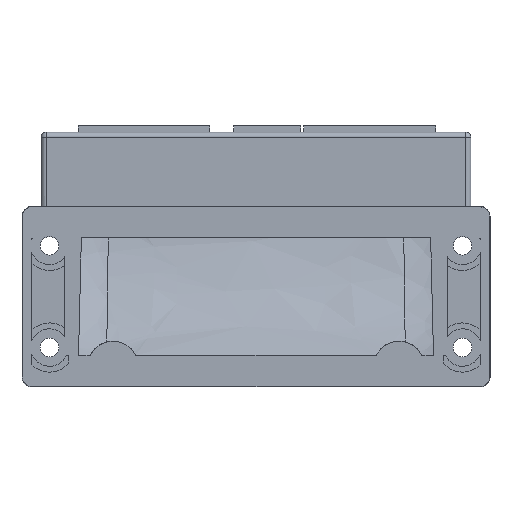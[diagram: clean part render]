
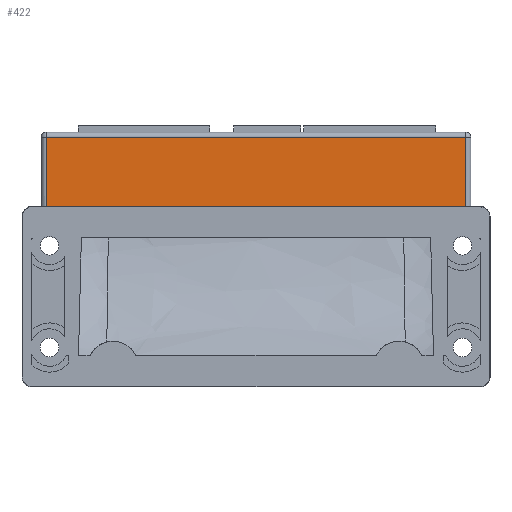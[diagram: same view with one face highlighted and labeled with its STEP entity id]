
A CAD part, front view. The second image highlights one B-rep face of the part: STEP entity #422.
In plain terms, the highlighted planar face has unit normal (0, -1, 0).
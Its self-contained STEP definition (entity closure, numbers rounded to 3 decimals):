
#422=ADVANCED_FACE('NONE',(#1640),#1641,.F.);
#1640=FACE_OUTER_BOUND('',#8035,.T.);
#1641=PLANE('',#8036);
#8035=EDGE_LOOP('',(#13816,#13817,#13818,#13819,#13820));
#8036=AXIS2_PLACEMENT_3D('',#13821,#13822,#13823);
#13816=ORIENTED_EDGE('',*,*,#19572,.F.);
#13817=ORIENTED_EDGE('',*,*,#19302,.T.);
#13818=ORIENTED_EDGE('',*,*,#19512,.T.);
#13819=ORIENTED_EDGE('',*,*,#19306,.T.);
#13820=ORIENTED_EDGE('',*,*,#19573,.F.);
#13821=CARTESIAN_POINT('',(0.0,3.0,0.0));
#13822=DIRECTION('',(0.0,1.0,0.0));
#13823=DIRECTION('',(1.0,0.0,-0.0));
#19302=EDGE_CURVE('NONE',#21893,#21886,#21896,.T.);
#19306=EDGE_CURVE('NONE',#21898,#21902,#21904,.T.);
#19512=EDGE_CURVE('NONE',#21886,#21898,#22278,.T.);
#19572=EDGE_CURVE('NONE',#21893,#22378,#22379,.T.);
#19573=EDGE_CURVE('NONE',#22378,#21902,#22380,.T.);
#21886=VERTEX_POINT('NONE',#27606);
#21893=VERTEX_POINT('NONE',#27613);
#21896=LINE('',#27627,#27628);
#21898=VERTEX_POINT('NONE',#27630);
#21902=VERTEX_POINT('NONE',#27635);
#21904=LINE('',#27647,#27648);
#22278=LINE('',#28238,#28239);
#22378=VERTEX_POINT('NONE',#28433);
#22379=LINE('',#28434,#28435);
#22380=LINE('',#28436,#28437);
#27606=CARTESIAN_POINT('',(66.041,3.0,-1.6));
#27613=CARTESIAN_POINT('',(66.041,3.0,-23.4));
#27627=CARTESIAN_POINT('',(66.041,3.0,0.0));
#27628=VECTOR('',#35127,1000.0);
#27630=CARTESIAN_POINT('',(-66.041,3.0,-1.6));
#27635=CARTESIAN_POINT('',(-66.041,3.0,-23.4));
#27647=CARTESIAN_POINT('',(-66.041,3.0,0.0));
#27648=VECTOR('',#35132,1000.0);
#28238=CARTESIAN_POINT('',(0.0,3.0,-1.6));
#28239=VECTOR('',#35533,1000.0);
#28433=CARTESIAN_POINT('',(0.,3.0,-23.4));
#28434=CARTESIAN_POINT('',(0.0,3.0,-23.4));
#28435=VECTOR('',#35598,1000.0);
#28436=CARTESIAN_POINT('',(0.0,3.0,-23.4));
#28437=VECTOR('',#35599,1000.0);
#35127=DIRECTION('',(0.0,-0.0,1.0));
#35132=DIRECTION('',(0.0,0.0,-1.0));
#35533=DIRECTION('',(-1.0,0.0,-0.0));
#35598=DIRECTION('',(-1.0,0.0,0.0));
#35599=DIRECTION('',(-1.0,0.0,0.0));
